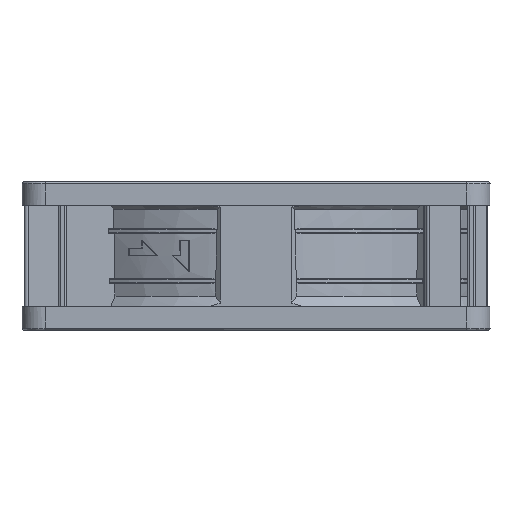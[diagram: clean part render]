
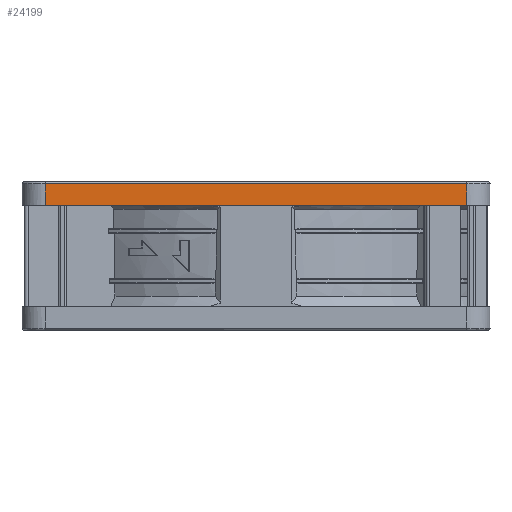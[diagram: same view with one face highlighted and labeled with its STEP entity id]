
A CAD part, front view. The second image highlights one B-rep face of the part: STEP entity #24199.
In plain terms, the highlighted planar face has unit normal (0, -1, 0).
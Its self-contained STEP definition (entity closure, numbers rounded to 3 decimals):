
#981 = CARTESIAN_POINT ( 'NONE',  ( -54., -60., 32. ) ) ;
#3652 = VERTEX_POINT ( 'NONE', #981 ) ;
#5236 = CARTESIAN_POINT ( 'NONE',  ( -54., -60., 35.667 ) ) ;
#6047 = ORIENTED_EDGE ( 'NONE', *, *, #64817, .T. ) ;
#7277 = AXIS2_PLACEMENT_3D ( 'NONE', #62727, #18985, #33662 ) ;
#10357 = CARTESIAN_POINT ( 'NONE',  ( 54., -60., 35.667 ) ) ;
#18728 = VERTEX_POINT ( 'NONE', #28845 ) ;
#18957 = B_SPLINE_CURVE_WITH_KNOTS ( 'NONE', 3,
 ( #79548, #20209, #71231, #63617 ),
 .UNSPECIFIED., .F., .F.,
 ( 4, 4 ),
 ( 0., 1. ),
 .UNSPECIFIED. ) ;
#18985 = DIRECTION ( 'NONE',  ( 0., -1., 0. ) ) ;
#20209 = CARTESIAN_POINT ( 'NONE',  ( 18., -60., 37.5 ) ) ;
#22127 = B_SPLINE_CURVE_WITH_KNOTS ( 'NONE', 3,
 ( #45544, #83183, #10357, #53818 ),
 .UNSPECIFIED., .F., .F.,
 ( 4, 4 ),
 ( 0., 1. ),
 .UNSPECIFIED. ) ;
#24199 = ADVANCED_FACE ( 'NONE', ( #91979 ), #77054, .T. ) ;
#24418 = B_SPLINE_CURVE_WITH_KNOTS ( 'NONE', 3,
 ( #85772, #5236, #57350, #86738 ),
 .UNSPECIFIED., .F., .F.,
 ( 4, 4 ),
 ( 0., 1. ),
 .UNSPECIFIED. ) ;
#28399 = VERTEX_POINT ( 'NONE', #70258 ) ;
#28845 = CARTESIAN_POINT ( 'NONE',  ( 54., -60., 37.5 ) ) ;
#29686 = CARTESIAN_POINT ( 'NONE',  ( -54., -60., 37.5 ) ) ;
#33054 = ORIENTED_EDGE ( 'NONE', *, *, #75916, .T. ) ;
#33168 = EDGE_CURVE ( 'NONE', #28399, #3652, #34346, .T. ) ;
#33662 = DIRECTION ( 'NONE',  ( 0., 0., -1. ) ) ;
#34346 = LINE ( 'NONE', #43511, #70837 ) ;
#38270 = VERTEX_POINT ( 'NONE', #29686 ) ;
#43511 = CARTESIAN_POINT ( 'NONE',  ( -60., -60., 32. ) ) ;
#45544 = CARTESIAN_POINT ( 'NONE',  ( 54., -60., 32. ) ) ;
#50546 = DIRECTION ( 'NONE',  ( -1., 0., 0. ) ) ;
#53818 = CARTESIAN_POINT ( 'NONE',  ( 54., -60., 37.5 ) ) ;
#54704 = ORIENTED_EDGE ( 'NONE', *, *, #33168, .F. ) ;
#57350 = CARTESIAN_POINT ( 'NONE',  ( -54., -60., 33.833 ) ) ;
#62727 = CARTESIAN_POINT ( 'NONE',  ( -54., -60., 32. ) ) ;
#63617 = CARTESIAN_POINT ( 'NONE',  ( -54., -60., 37.5 ) ) ;
#64817 = EDGE_CURVE ( 'NONE', #28399, #18728, #22127, .T. ) ;
#67936 = EDGE_LOOP ( 'NONE', ( #54704, #6047, #70363, #33054 ) ) ;
#70258 = CARTESIAN_POINT ( 'NONE',  ( 54., -60., 32. ) ) ;
#70363 = ORIENTED_EDGE ( 'NONE', *, *, #77776, .T. ) ;
#70837 = VECTOR ( 'NONE', #50546, 1000. ) ;
#71231 = CARTESIAN_POINT ( 'NONE',  ( -18., -60., 37.5 ) ) ;
#75916 = EDGE_CURVE ( 'NONE', #38270, #3652, #24418, .T. ) ;
#77054 = PLANE ( 'NONE',  #7277 ) ;
#77776 = EDGE_CURVE ( 'NONE', #18728, #38270, #18957, .T. ) ;
#79548 = CARTESIAN_POINT ( 'NONE',  ( 54., -60., 37.5 ) ) ;
#83183 = CARTESIAN_POINT ( 'NONE',  ( 54., -60., 33.833 ) ) ;
#85772 = CARTESIAN_POINT ( 'NONE',  ( -54., -60., 37.5 ) ) ;
#86738 = CARTESIAN_POINT ( 'NONE',  ( -54., -60., 32. ) ) ;
#91979 = FACE_OUTER_BOUND ( 'NONE', #67936, .T. ) ;
